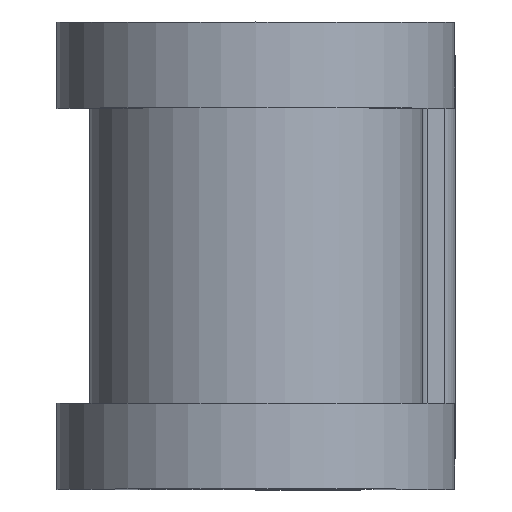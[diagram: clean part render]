
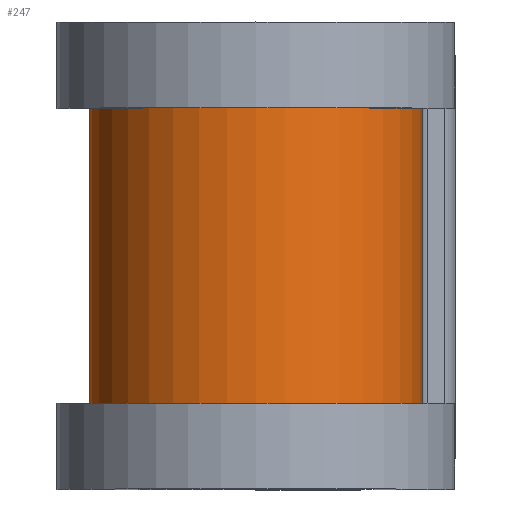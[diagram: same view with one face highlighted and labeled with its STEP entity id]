
A CAD part, top view. The second image highlights one B-rep face of the part: STEP entity #247.
In plain terms, the highlighted cylindrical face has radius 7.887 mm (diameter 15.773 mm), a partial arc.
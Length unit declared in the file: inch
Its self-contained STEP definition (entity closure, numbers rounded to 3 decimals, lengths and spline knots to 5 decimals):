
#20 = AXIS2_PLACEMENT_3D ( 'NONE', #1339, #1873, #851 ) ;
#145 = DIRECTION ( 'NONE',  ( 0., -1., 0. ) ) ;
#247 = ADVANCED_FACE ( 'NONE', ( #1452 ), #1782, .T. ) ;
#483 = CARTESIAN_POINT ( 'NONE',  ( 0., 0.275, 0.437 ) ) ;
#541 = LINE ( 'NONE', #731, #1419 ) ;
#574 = AXIS2_PLACEMENT_3D ( 'NONE', #1125, #145, #1297 ) ;
#656 = VERTEX_POINT ( 'NONE', #721 ) ;
#661 = DIRECTION ( 'NONE',  ( 0., 0., -1. ) ) ;
#721 = CARTESIAN_POINT ( 'NONE',  ( -0.3105, 0.275, 0.437 ) ) ;
#731 = CARTESIAN_POINT ( 'NONE',  ( 0.3105, 0.375, 0.437 ) ) ;
#742 = CARTESIAN_POINT ( 'NONE',  ( 0.3105, 0.275, 0.437 ) ) ;
#791 = EDGE_LOOP ( 'NONE', ( #979, #1901, #1771, #2067 ) ) ;
#792 = AXIS2_PLACEMENT_3D ( 'NONE', #483, #1648, #661 ) ;
#851 = DIRECTION ( 'NONE',  ( 0., 0., -1. ) ) ;
#898 = CARTESIAN_POINT ( 'NONE',  ( -0.3105, 0.375, 0.437 ) ) ;
#918 = CIRCLE ( 'NONE', #792, 0.3105 ) ;
#958 = CIRCLE ( 'NONE', #574, 0.3105 ) ;
#959 = CARTESIAN_POINT ( 'NONE',  ( 0.3105, -0.275, 0.437 ) ) ;
#979 = ORIENTED_EDGE ( 'NONE', *, *, #1441, .F. ) ;
#1125 = CARTESIAN_POINT ( 'NONE',  ( 0., -0.275, 0.437 ) ) ;
#1154 = EDGE_CURVE ( 'NONE', #1191, #1900, #958, .T. ) ;
#1191 = VERTEX_POINT ( 'NONE', #959 ) ;
#1202 = LINE ( 'NONE', #898, #1600 ) ;
#1218 = EDGE_CURVE ( 'NONE', #1840, #656, #918, .T. ) ;
#1297 = DIRECTION ( 'NONE',  ( 0., 0., -1. ) ) ;
#1339 = CARTESIAN_POINT ( 'NONE',  ( 0., 0.375, 0.437 ) ) ;
#1419 = VECTOR ( 'NONE', #2039, 39.37008 ) ;
#1441 = EDGE_CURVE ( 'NONE', #1840, #1191, #541, .T. ) ;
#1452 = FACE_OUTER_BOUND ( 'NONE', #791, .T. ) ;
#1595 = EDGE_CURVE ( 'NONE', #656, #1900, #1202, .T. ) ;
#1600 = VECTOR ( 'NONE', #1965, 39.37008 ) ;
#1648 = DIRECTION ( 'NONE',  ( 0., -1., 0. ) ) ;
#1736 = CARTESIAN_POINT ( 'NONE',  ( -0.3105, -0.275, 0.437 ) ) ;
#1771 = ORIENTED_EDGE ( 'NONE', *, *, #1595, .T. ) ;
#1782 = CYLINDRICAL_SURFACE ( 'NONE', #20, 0.3105 ) ;
#1840 = VERTEX_POINT ( 'NONE', #742 ) ;
#1873 = DIRECTION ( 'NONE',  ( 0., -1., 0. ) ) ;
#1900 = VERTEX_POINT ( 'NONE', #1736 ) ;
#1901 = ORIENTED_EDGE ( 'NONE', *, *, #1218, .T. ) ;
#1965 = DIRECTION ( 'NONE',  ( 0., -1., 0. ) ) ;
#2039 = DIRECTION ( 'NONE',  ( 0., -1., 0. ) ) ;
#2067 = ORIENTED_EDGE ( 'NONE', *, *, #1154, .F. ) ;
